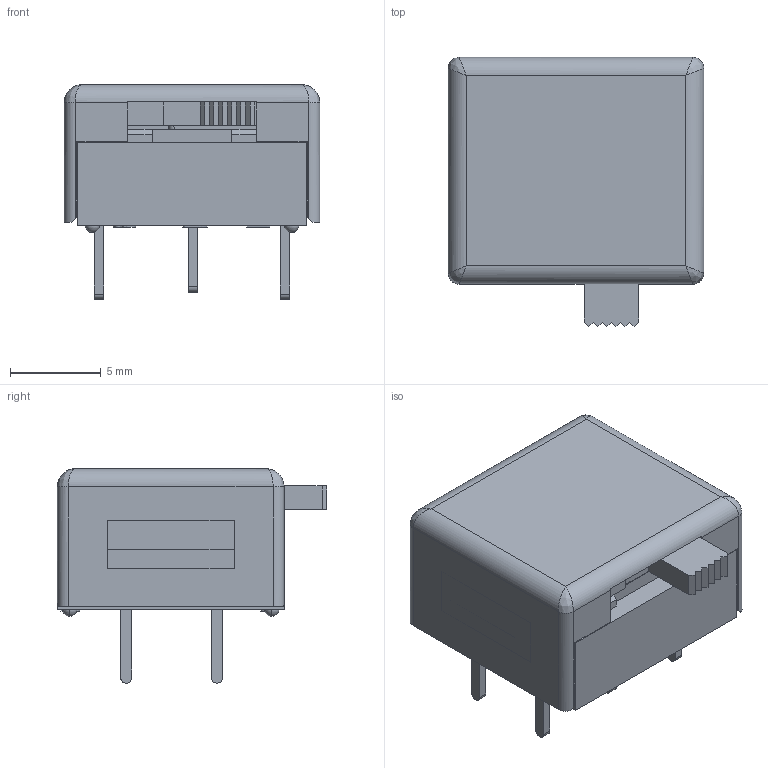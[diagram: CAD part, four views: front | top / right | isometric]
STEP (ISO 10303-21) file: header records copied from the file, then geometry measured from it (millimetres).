
FILE_DESCRIPTION((''),'2;1');
FILE_NAME('25546NA','2014-12-12T',('brevel'),(''),'PRO/ENGINEER BY PARAMETRIC TECHNOLOGY CORPORATION, 2013410','PRO/ENGINEER BY PARAMETRIC TECHNOLOGY CORPORATION, 2013410','');
FILE_SCHEMA(('CONFIG_CONTROL_DESIGN'));
Length unit declared in the file: millimetre
Products named in the file (1): 25546NA
Bounding box: 14.1 x 14.85 x 11.84 mm (x, y, z)
Volume: 964.3 mm3; surface area: 2404.6 mm2
Topology: 1 solids, 1 shells, 885 faces, 2610 edges, 1668 vertices
Faces by surface type: plane 723, cylinder 64, bspline 52, sphere 20, cone 16, extrusion 10
Entity records: 32065 total; most frequent: CARTESIAN_POINT 9044, ORIENTED_EDGE 5148, DIRECTION 4179, EDGE_CURVE 2574, VECTOR 2253, LINE 2243, VERTEX_POINT 1668, AXIS2_PLACEMENT_3D 963
